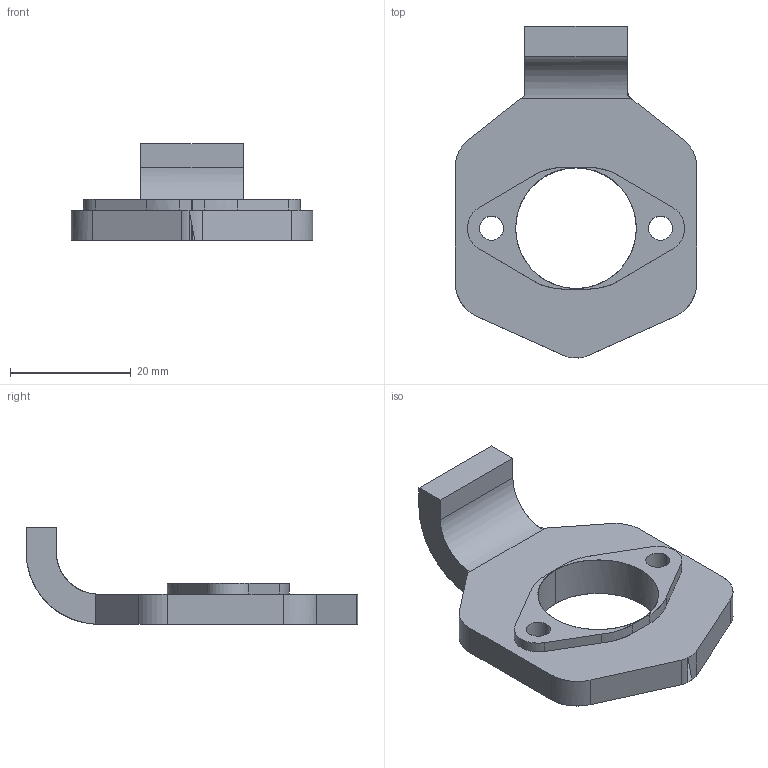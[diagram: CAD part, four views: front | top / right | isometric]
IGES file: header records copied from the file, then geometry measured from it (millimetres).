
Global section: file name: tmpdocument; native system: VariCAD 2020-1.05; preprocessor: 5.3; author: WS138742779A; organization: MESMERiZE; date: 20220313.161109; units: millimetre
Bounding box: 40 x 55 x 16 mm (x, y, z)
Surface area: 4518.4 mm2 (no closed solid volume)
Topology: 0 solids, 0 shells, 52 faces, 276 edges, 274 vertices
Faces by surface type: revolution 31, bspline 21
